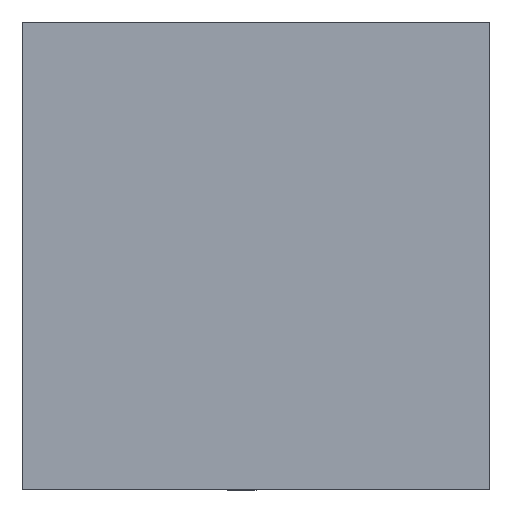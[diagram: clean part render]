
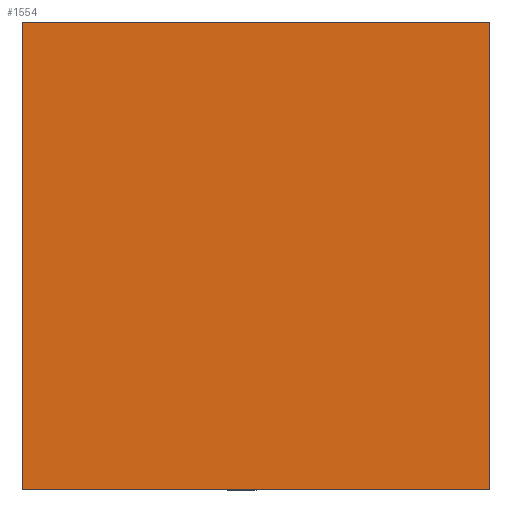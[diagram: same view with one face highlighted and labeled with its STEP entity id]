
A CAD part, top view. The second image highlights one B-rep face of the part: STEP entity #1554.
In plain terms, the highlighted face is planar.
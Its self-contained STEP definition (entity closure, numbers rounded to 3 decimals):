
#627=DIRECTION('',(0.,0.,1.));
#628=VECTOR('',#627,3.3);
#629=CARTESIAN_POINT('',(-1.65,1.05,-1.65));
#630=LINE('',#629,#628);
#634=DIRECTION('',(-1.,0.,0.));
#635=VECTOR('',#634,3.3);
#636=CARTESIAN_POINT('',(1.65,1.05,-1.65));
#637=LINE('',#636,#635);
#641=DIRECTION('',(0.,0.,-1.));
#642=VECTOR('',#641,3.3);
#643=CARTESIAN_POINT('',(1.65,1.05,1.65));
#644=LINE('',#643,#642);
#648=DIRECTION('',(1.,0.,0.));
#649=VECTOR('',#648,3.3);
#650=CARTESIAN_POINT('',(-1.65,1.05,1.65));
#651=LINE('',#650,#649);
#1075=CARTESIAN_POINT('',(-1.65,1.05,-1.65));
#1076=CARTESIAN_POINT('',(-1.65,1.05,1.65));
#1077=VERTEX_POINT('',#1075);
#1078=VERTEX_POINT('',#1076);
#1079=CARTESIAN_POINT('',(1.65,1.05,1.65));
#1080=VERTEX_POINT('',#1079);
#1081=CARTESIAN_POINT('',(1.65,1.05,-1.65));
#1082=VERTEX_POINT('',#1081);
#1543=CARTESIAN_POINT('',(0.,1.05,0.));
#1544=DIRECTION('',(0.,1.,0.));
#1545=DIRECTION('',(1.,0.,0.));
#1546=AXIS2_PLACEMENT_3D('',#1543,#1544,#1545);
#1547=PLANE('',#1546);
#1548=ORIENTED_EDGE('',*,*,#1425,.F.);
#1549=ORIENTED_EDGE('',*,*,#1468,.F.);
#1550=ORIENTED_EDGE('',*,*,#1489,.F.);
#1551=ORIENTED_EDGE('',*,*,#1530,.F.);
#1552=EDGE_LOOP('',(#1548,#1549,#1550,#1551));
#1553=FACE_OUTER_BOUND('',#1552,.F.);
#1554=ADVANCED_FACE('',(#1553),#1547,.T.);
#1425=EDGE_CURVE('',#1077,#1078,#630,.T.);
#1468=EDGE_CURVE('',#1082,#1077,#637,.T.);
#1489=EDGE_CURVE('',#1080,#1082,#644,.T.);
#1530=EDGE_CURVE('',#1078,#1080,#651,.T.);
